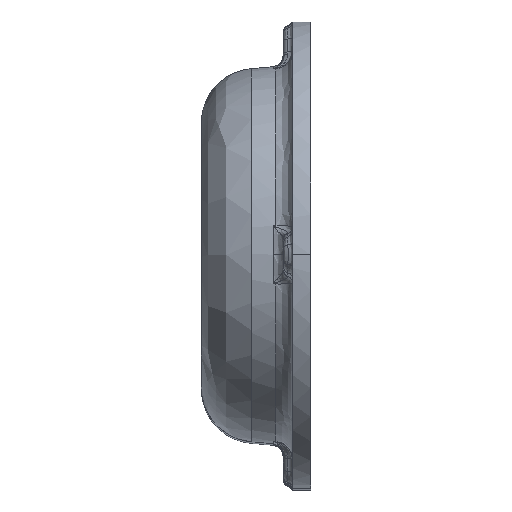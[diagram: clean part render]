
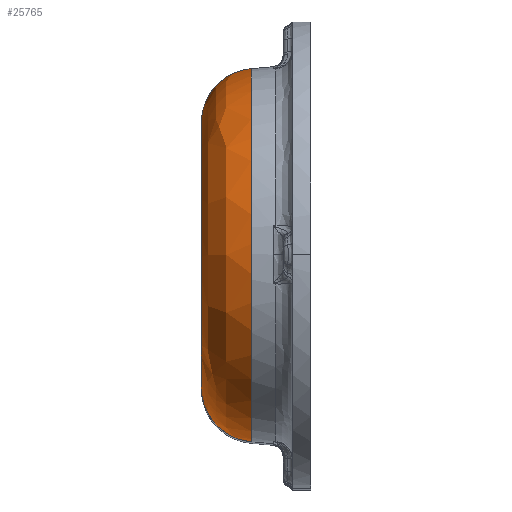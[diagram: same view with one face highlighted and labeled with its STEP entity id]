
A CAD part, top view. The second image highlights one B-rep face of the part: STEP entity #25765.
In plain terms, the highlighted free-form (B-spline) face has degree [3, 3] with [4, 4] control points.
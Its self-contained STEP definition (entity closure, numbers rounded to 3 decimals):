
#25765 = ADVANCED_FACE('',(#25766),#25802,.T.);
#25766 = FACE_BOUND('',#25767,.T.);
#25767 = EDGE_LOOP('',(#25768,#25778,#25787,#25795));
#25768 = ORIENTED_EDGE('',*,*,#25769,.T.);
#25769 = EDGE_CURVE('',#25770,#25772,#25774,.T.);
#25770 = VERTEX_POINT('',#25771);
#25771 = CARTESIAN_POINT('',(0.,-50.824,180.837));
#25772 = VERTEX_POINT('',#25773);
#25773 = CARTESIAN_POINT('',(19.195,-71.771,
    180.837));
#25774 = ( BOUNDED_CURVE() B_SPLINE_CURVE(2,(#25775,#25776,#25777),
.UNSPECIFIED.,.F.,.F.) B_SPLINE_CURVE_WITH_KNOTS((3,3),(3.142,
4.625),.PIECEWISE_BEZIER_KNOTS.) CURVE() 
GEOMETRIC_REPRESENTATION_ITEM() RATIONAL_B_SPLINE_CURVE((1.,
0.737,1.)) REPRESENTATION_ITEM('') );
#25775 = CARTESIAN_POINT('',(0.,-50.824,180.837));
#25776 = CARTESIAN_POINT('',(0.,-70.092,
    180.837));
#25777 = CARTESIAN_POINT('',(19.195,-71.771,
    180.837));
#25778 = ORIENTED_EDGE('',*,*,#25779,.T.);
#25779 = EDGE_CURVE('',#25772,#25780,#25782,.T.);
#25780 = VERTEX_POINT('',#25781);
#25781 = CARTESIAN_POINT('',(19.195,71.771,
    180.837));
#25782 = ( BOUNDED_CURVE() B_SPLINE_CURVE(3,(#25783,#25784,#25785,#25786
),.UNSPECIFIED.,.F.,.F.) B_SPLINE_CURVE_WITH_KNOTS((4,4),(0.,1.),
.PIECEWISE_BEZIER_KNOTS.) CURVE() GEOMETRIC_REPRESENTATION_ITEM() 
RATIONAL_B_SPLINE_CURVE((0.959,0.32,0.32,
0.959)) REPRESENTATION_ITEM('') );
#25783 = CARTESIAN_POINT('',(19.195,-71.771,
    180.837));
#25784 = CARTESIAN_POINT('',(19.195,-71.771,
    324.379));
#25785 = CARTESIAN_POINT('',(19.195,71.771,
    324.379));
#25786 = CARTESIAN_POINT('',(19.195,71.771,
    180.837));
#25787 = ORIENTED_EDGE('',*,*,#25788,.T.);
#25788 = EDGE_CURVE('',#25780,#25789,#25791,.T.);
#25789 = VERTEX_POINT('',#25790);
#25790 = CARTESIAN_POINT('',(0.,50.824,
    180.837));
#25791 = ( BOUNDED_CURVE() B_SPLINE_CURVE(2,(#25792,#25793,#25794),
.UNSPECIFIED.,.F.,.F.) B_SPLINE_CURVE_WITH_KNOTS((3,3),(1.658,
3.142),.PIECEWISE_BEZIER_KNOTS.) CURVE() 
GEOMETRIC_REPRESENTATION_ITEM() RATIONAL_B_SPLINE_CURVE((1.,
0.737,1.)) REPRESENTATION_ITEM('') );
#25792 = CARTESIAN_POINT('',(19.195,71.771,
    180.837));
#25793 = CARTESIAN_POINT('',(0.,70.092,
    180.837));
#25794 = CARTESIAN_POINT('',(0.,50.824,
    180.837));
#25795 = ORIENTED_EDGE('',*,*,#25796,.T.);
#25796 = EDGE_CURVE('',#25789,#25770,#25797,.T.);
#25797 = ( BOUNDED_CURVE() B_SPLINE_CURVE(3,(#25798,#25799,#25800,#25801
),.UNSPECIFIED.,.F.,.F.) B_SPLINE_CURVE_WITH_KNOTS((4,4),(0.,1.),
.PIECEWISE_BEZIER_KNOTS.) CURVE() GEOMETRIC_REPRESENTATION_ITEM() 
RATIONAL_B_SPLINE_CURVE((0.959,0.32,0.32,
0.959)) REPRESENTATION_ITEM('') );
#25798 = CARTESIAN_POINT('',(0.,50.824,
    180.837));
#25799 = CARTESIAN_POINT('',(0.,50.824,
    282.484));
#25800 = CARTESIAN_POINT('',(0.,-50.824,
    282.484));
#25801 = CARTESIAN_POINT('',(0.,-50.824,
    180.837));
#25802 = ( BOUNDED_SURFACE() B_SPLINE_SURFACE(3,3,(
    (#25803,#25804,#25805,#25806)
    ,(#25807,#25808,#25809,#25810)
    ,(#25811,#25812,#25813,#25814)
    ,(#25815,#25816,#25817,#25818
)),.UNSPECIFIED.,.F.,.F.,.F.) B_SPLINE_SURFACE_WITH_KNOTS((4,4),(4,4),(
    0.,1.),(0.,1.),.PIECEWISE_BEZIER_KNOTS.) 
GEOMETRIC_REPRESENTATION_ITEM() RATIONAL_B_SPLINE_SURFACE((
    (1.,0.333,0.333,1.)
    ,(0.777,0.259,0.259,0.777)
    ,(0.777,0.259,0.259,0.777)
,(1.,0.333,0.333,1.
))) REPRESENTATION_ITEM('') SURFACE() );
#25803 = CARTESIAN_POINT('',(21.295,71.849,
    180.837));
#25804 = CARTESIAN_POINT('',(21.295,71.849,
    324.536));
#25805 = CARTESIAN_POINT('',(21.295,-71.849,
    324.536));
#25806 = CARTESIAN_POINT('',(21.295,-71.849,
    180.837));
#25807 = CARTESIAN_POINT('',(7.848,72.021,
    180.837));
#25808 = CARTESIAN_POINT('',(7.848,72.021,
    324.878));
#25809 = CARTESIAN_POINT('',(7.848,-72.021,
    324.878));
#25810 = CARTESIAN_POINT('',(7.848,-72.021,
    180.837));
#25811 = CARTESIAN_POINT('',(-1.238,62.106,
    180.837));
#25812 = CARTESIAN_POINT('',(-1.238,62.106,
    305.048));
#25813 = CARTESIAN_POINT('',(-1.238,-62.106,
    305.048));
#25814 = CARTESIAN_POINT('',(-1.238,-62.106,
    180.837));
#25815 = CARTESIAN_POINT('',(0.105,48.724,
    180.837));
#25816 = CARTESIAN_POINT('',(0.105,48.724,
    278.286));
#25817 = CARTESIAN_POINT('',(0.105,-48.724,
    278.286));
#25818 = CARTESIAN_POINT('',(0.105,-48.724,
    180.837));
